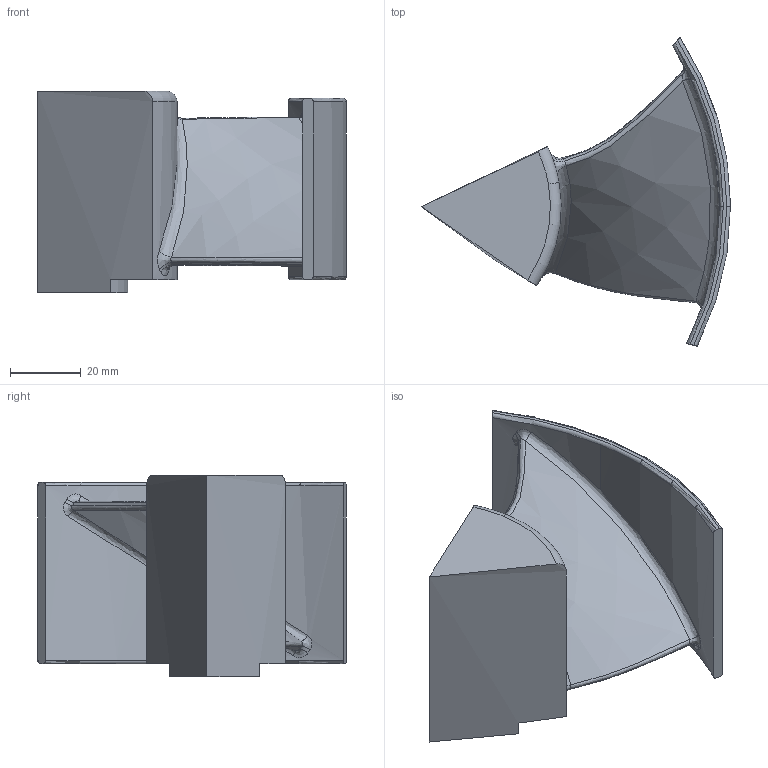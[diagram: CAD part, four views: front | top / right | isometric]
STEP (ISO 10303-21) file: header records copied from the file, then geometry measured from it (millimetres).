
FILE_DESCRIPTION(('STEP AP214'),'1');
FILE_NAME('fan-sector.stp','2020-11-10T15:58:19',(' '),(' '),'Spatial InterOp 3D',' ',' ');
FILE_SCHEMA(('AUTOMOTIVE_DESIGN { 1 0 10303 214 1 1 1 1 }'));
Length unit declared in the file: metre
Products named in the file (1): Cooling-Fan1
Bounding box: 87 x 86.87 x 56.9 mm (x, y, z)
Volume: 66714.5 mm3; surface area: 23310.1 mm2
Topology: 1 solids, 1 shells, 50 faces, 126 edges, 78 vertices
Faces by surface type: bspline 23, torus 10, cylinder 7, plane 5, extrusion 4, offset 1
Entity records: 11255 total; most frequent: CARTESIAN_POINT 10208, ORIENTED_EDGE 252, DIRECTION 151, EDGE_CURVE 126, VERTEX_POINT 78, B_SPLINE_CURVE_WITH_KNOTS 77, AXIS2_PLACEMENT_3D 71, ADVANCED_FACE 50
